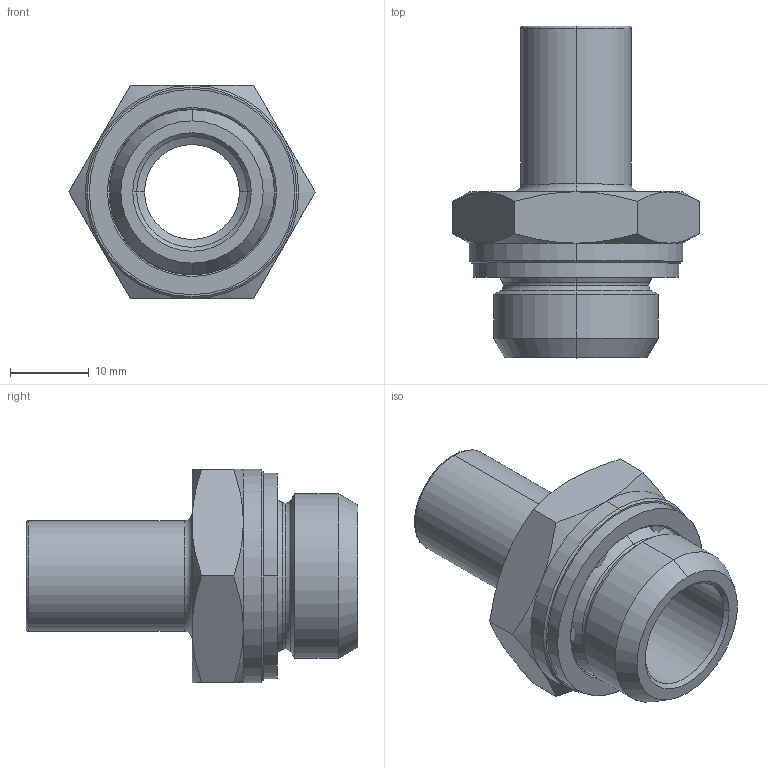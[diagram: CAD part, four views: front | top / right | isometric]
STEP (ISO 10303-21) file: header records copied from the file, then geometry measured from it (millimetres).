
FILE_DESCRIPTION (( 'STEP AP214' ), '1' );
FILE_NAME ('1353000009.step', '2012-10-16T21:08:16', ( '' ), ( '' ), 'SwSTEP 2.0', 'SolidWorks 2012', '' );
FILE_SCHEMA (( 'AUTOMOTIVE_DESIGN' ));
Length unit declared in the file: millimetre
Products named in the file (1): 1353000009
Bounding box: 31.18 x 42 x 27 mm (x, y, z)
Volume: 7682 mm3; surface area: 5696.8 mm2
Topology: 2 solids, 2 shells, 83 faces, 181 edges, 104 vertices
Faces by surface type: cone 24, plane 24, cylinder 23, torus 12
Entity records: 3325 total; most frequent: CARTESIAN_POINT 513, DIRECTION 435, ORIENTED_EDGE 362, AXIS2_PLACEMENT_3D 194, EDGE_CURVE 181, CIRCLE 110, VERTEX_POINT 104, EDGE_LOOP 89
